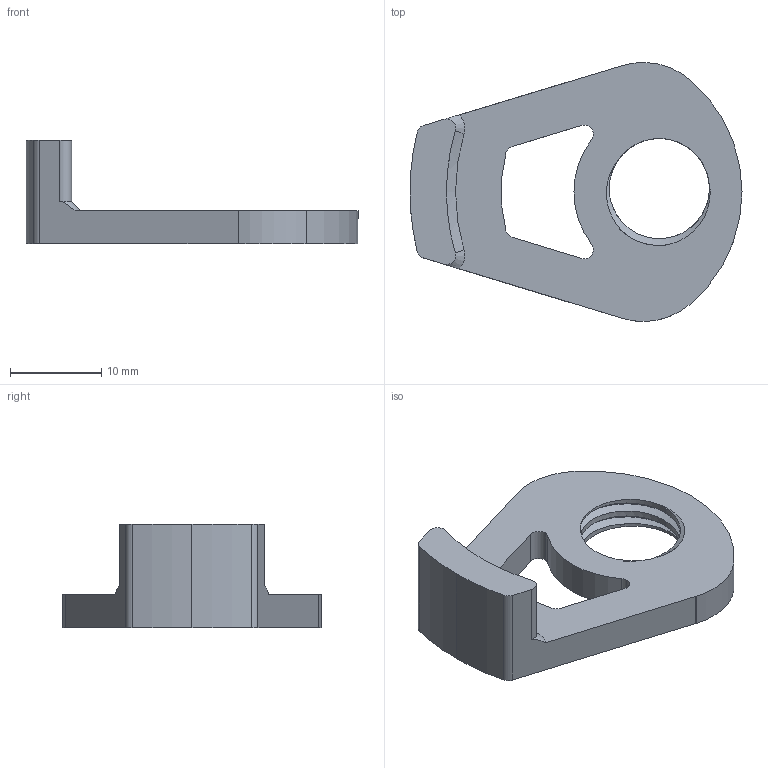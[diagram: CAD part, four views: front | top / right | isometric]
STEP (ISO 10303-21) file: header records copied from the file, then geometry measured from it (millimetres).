
FILE_DESCRIPTION (( 'STEP AP203' ), '1' );
FILE_NAME ('lock nut.STEP', '2018-01-07T21:29:22', ( '' ), ( '' ), 'SwSTEP 2.0', 'SolidWorks 2017', '' );
FILE_SCHEMA (( 'CONFIG_CONTROL_DESIGN' ));
Length unit declared in the file: millimetre
Products named in the file (1): lock nut
Bounding box: 36.45 x 28.43 x 11.39 mm (x, y, z)
Volume: 2567.2 mm3; surface area: 2162.7 mm2
Topology: 1 solids, 1 shells, 40 faces, 112 edges, 74 vertices
Faces by surface type: cylinder 26, plane 8, bspline 3, cone 3
Entity records: 2345 total; most frequent: CARTESIAN_POINT 1247, ORIENTED_EDGE 224, DIRECTION 214, EDGE_CURVE 112, AXIS2_PLACEMENT_3D 86, VERTEX_POINT 74, CIRCLE 48, EDGE_LOOP 44
